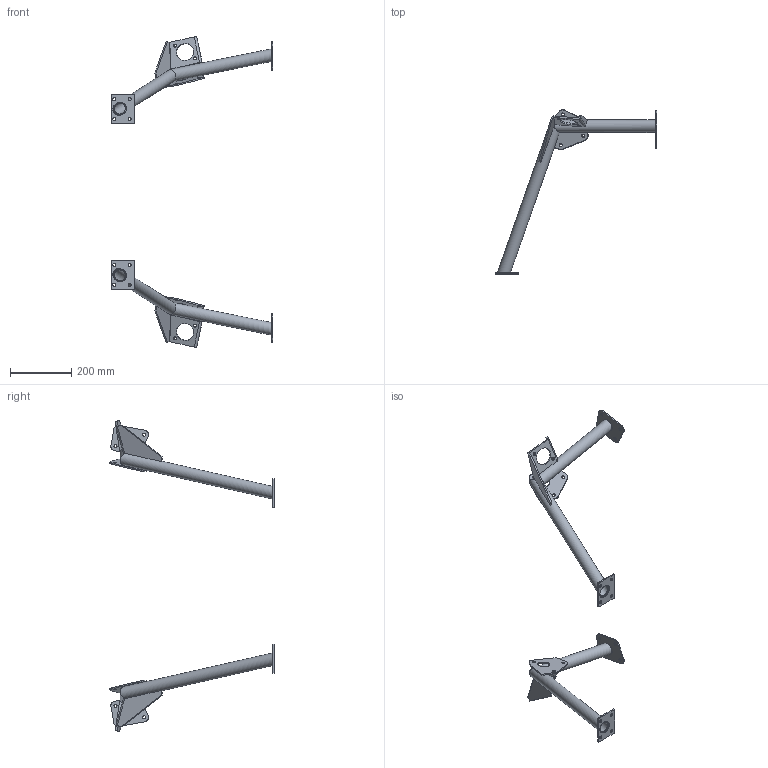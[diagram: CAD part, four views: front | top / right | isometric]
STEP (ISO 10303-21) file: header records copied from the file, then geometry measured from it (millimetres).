
FILE_DESCRIPTION(/* description */ (''),/* implementation_level */ '2;1');
FILE_NAME(/* name */ 'PTT01F004000A_PTT01F005000A_ASM_ASM.stp',/* time_stamp */ '2016-06-02T11:01:13+02:00',/* author */ (''),/* organization */ (''),/* preprocessor_version */ 'ST-DEVELOPER v16.5',/* originating_system */ 'Autodesk Translation Framework v5.0.0.3310',/* authorisation */ '');
FILE_SCHEMA (('AUTOMOTIVE_DESIGN { 1 0 10303 214 3 1 1 }'));
Length unit declared in the file: centimetre
Products named in the file (17): PTT01F004000A_PTT01F005000A_ASM_ASM; ASM0004_ASM; DUOMO_ANT_41_ASM; MANIFOLD_SOLID_BREP_369; MANIFOLD_SOLID_BREP_738; PTT01S004005A_SUPP_INT_D_ANT_10_ASM; MANIFOLD_SOLID_BREP_1478; MANIFOLD_SOLID_BREP_2184; PTT01S004006A_PTT01S005006A_40_ASM; MANIFOLD_SOLID_BREP_3131; MANIFOLD_SOLID_BREP_4050; PTT01S004004A_P_SUP_DUOMO_ANT_2_ASM; MANIFOLD_SOLID_BREP_4764; MANIFOLD_SOLID_BREP_5449; PTT01S004003A_P_INF_DUOMO_ANT_3_ASM; MANIFOLD_SOLID_BREP_6324; MANIFOLD_SOLID_BREP_7171
Assembly tree (16 placements, depth 4):
  PTT01F004000A_PTT01F005000A_ASM_ASM
    ASM0004_ASM
      DUOMO_ANT_41_ASM
        MANIFOLD_SOLID_BREP_369
        MANIFOLD_SOLID_BREP_738
      PTT01S004005A_SUPP_INT_D_ANT_10_ASM
        MANIFOLD_SOLID_BREP_1478
        MANIFOLD_SOLID_BREP_2184
      PTT01S004006A_PTT01S005006A_40_ASM
        MANIFOLD_SOLID_BREP_3131
        MANIFOLD_SOLID_BREP_4050
      PTT01S004004A_P_SUP_DUOMO_ANT_2_ASM
        MANIFOLD_SOLID_BREP_4764
        MANIFOLD_SOLID_BREP_5449
      PTT01S004003A_P_INF_DUOMO_ANT_3_ASM
        MANIFOLD_SOLID_BREP_6324
        MANIFOLD_SOLID_BREP_7171
Bounding box: 526.64 x 535.02 x 1013.35 mm (x, y, z)
Volume: 893351 mm3; surface area: 577551.7 mm2
Topology: 8 solids, 10 shells, 170 faces, 443 edges, 289 vertices
Faces by surface type: plane 84, cylinder 80, bspline 6
Full cylindrical faces by diameter (mm): 10.1 x16, 10.15 x10, 34 x4, 40 x4, 40.2 x2, 57 x2
Entity records: 5759 total; most frequent: CARTESIAN_POINT 1275, DIRECTION 922, ORIENTED_EDGE 776, EDGE_CURVE 397, AXIS2_PLACEMENT_3D 362, VERTEX_POINT 281, EDGE_LOOP 280, LINE 198
